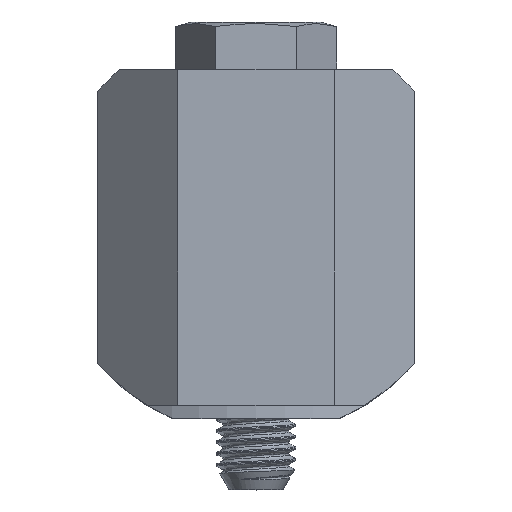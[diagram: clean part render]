
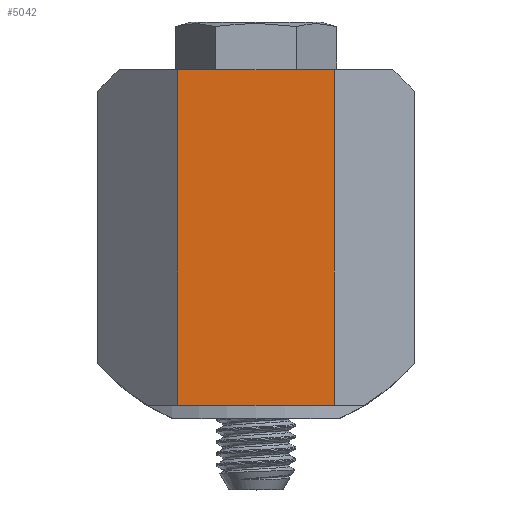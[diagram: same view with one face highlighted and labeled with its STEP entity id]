
A CAD part, top view. The second image highlights one B-rep face of the part: STEP entity #5042.
In plain terms, the highlighted planar face has unit normal (0, 0, 1).
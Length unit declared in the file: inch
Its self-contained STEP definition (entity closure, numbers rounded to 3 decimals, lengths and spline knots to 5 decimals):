
#800=FACE_OUTER_BOUND('',#1291,.T.);
#1291=EDGE_LOOP('',(#4144,#4145,#4146,#4147));
#1527=LINE('',#13001,#1745);
#1530=LINE('',#13019,#1748);
#1531=LINE('',#13020,#1749);
#1532=LINE('',#13021,#1750);
#1745=VECTOR('',#6908,0.3937);
#1748=VECTOR('',#6927,0.3937);
#1749=VECTOR('',#6928,0.3937);
#1750=VECTOR('',#6929,0.3937);
#2418=VERTEX_POINT('',#12998);
#2419=VERTEX_POINT('',#13000);
#2425=VERTEX_POINT('',#13017);
#2426=VERTEX_POINT('',#13018);
#3003=EDGE_CURVE('',#2418,#2419,#1527,.T.);
#3010=EDGE_CURVE('',#2425,#2426,#1530,.T.);
#3011=EDGE_CURVE('',#2419,#2426,#1531,.T.);
#3012=EDGE_CURVE('',#2425,#2418,#1532,.T.);
#4144=ORIENTED_EDGE('',*,*,#3010,.T.);
#4145=ORIENTED_EDGE('',*,*,#3011,.F.);
#4146=ORIENTED_EDGE('',*,*,#3003,.F.);
#4147=ORIENTED_EDGE('',*,*,#3012,.F.);
#4442=PLANE('',#5686);
#5042=ADVANCED_FACE('',(#800),#4442,.T.);
#5686=AXIS2_PLACEMENT_3D('',#13016,#6925,#6926);
#6908=DIRECTION('',(1.,0.,0.));
#6925=DIRECTION('center_axis',(0.,0.,1.));
#6926=DIRECTION('ref_axis',(1.,0.,0.));
#6927=DIRECTION('',(1.,0.,0.));
#6928=DIRECTION('',(0.,-1.,0.));
#6929=DIRECTION('',(0.,1.,0.));
#12998=CARTESIAN_POINT('',(-0.68817,0.971,0.8165));
#13000=CARTESIAN_POINT('',(-0.19817,0.971,0.8165));
#13001=CARTESIAN_POINT('',(0.05183,0.971,0.8165));
#13016=CARTESIAN_POINT('Origin',(-0.93817,-0.119,
0.8165));
#13017=CARTESIAN_POINT('',(-0.68817,-0.079,0.8165));
#13018=CARTESIAN_POINT('',(-0.19817,-0.079,0.8165));
#13019=CARTESIAN_POINT('',(-0.69067,-0.079,0.8165));
#13020=CARTESIAN_POINT('',(-0.19817,-0.119,0.8165));
#13021=CARTESIAN_POINT('',(-0.68817,-0.119,0.8165));
